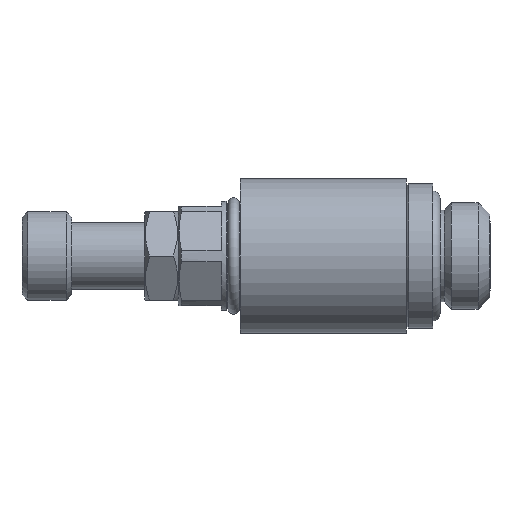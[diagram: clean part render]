
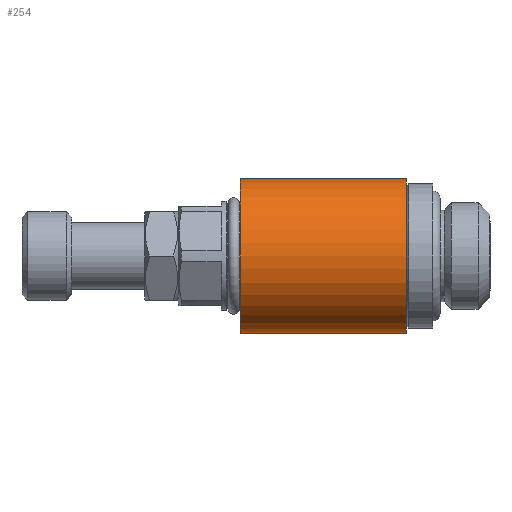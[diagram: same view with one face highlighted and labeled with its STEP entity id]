
A CAD part, left-side view. The second image highlights one B-rep face of the part: STEP entity #254.
In plain terms, the highlighted cylindrical face has radius 7 mm (diameter 14 mm), a full revolution.
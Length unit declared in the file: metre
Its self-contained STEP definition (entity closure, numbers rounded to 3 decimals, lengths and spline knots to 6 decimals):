
#254 = ADVANCED_FACE( 'NONE', ( #561, #562, #563 ), #564, .T. );
#561 = FACE_OUTER_BOUND( '', #929, .T. );
#562 = FACE_OUTER_BOUND( '', #930, .T. );
#563 = FACE_BOUND( '', #931, .T. );
#564 = CYLINDRICAL_SURFACE( '', #932, 0.007 );
#929 = EDGE_LOOP( '', ( #1717 ) );
#930 = EDGE_LOOP( '', ( #1718 ) );
#931 = EDGE_LOOP( '', ( #1719, #1720 ) );
#932 = AXIS2_PLACEMENT_3D( '', #1721, #1722, #1723 );
#1717 = ORIENTED_EDGE( '', *, *, #2287, .F. );
#1718 = ORIENTED_EDGE( '', *, *, #2289, .F. );
#1719 = ORIENTED_EDGE( '', *, *, #2303, .T. );
#1720 = ORIENTED_EDGE( '', *, *, #2304, .T. );
#1721 = CARTESIAN_POINT( '', ( 0., 0.030486, 0. ) );
#1722 = DIRECTION( '', ( 0., 1., 0. ) );
#1723 = DIRECTION( '', ( 0., 0., 1. ) );
#2287 = EDGE_CURVE( 'NONE', #2664, #2664, #2665, .T. );
#2289 = EDGE_CURVE( 'NONE', #2667, #2667, #2668, .T. );
#2303 = EDGE_CURVE( 'NONE', #2689, #2690, #2691, .T. );
#2304 = EDGE_CURVE( 'NONE', #2690, #2689, #2692, .T. );
#2664 = VERTEX_POINT( '', #3295 );
#2665 = CIRCLE( '', #3296, 0.007 );
#2667 = VERTEX_POINT( '', #3298 );
#2668 = CIRCLE( '', #3299, 0.007 );
#2689 = VERTEX_POINT( 'NONE', #3328 );
#2690 = VERTEX_POINT( 'NONE', #3329 );
#2691 = B_SPLINE_CURVE_WITH_KNOTS( '', 3, ( #3330, #3331, #3332, #3333, #3334, #3335, #3336, #3337, #3338, #3339, #3340, #3341, #3342, #3343, #3344, #3345, #3346, #3347, #3348, #3349, #3350, #3351, #3352, #3353, #3354, #3355, #3356 ), .UNSPECIFIED., .F., .F., ( 4, 1, 1, 1, 1, 1, 1, 1, 1, 1, 1, 1, 1, 1, 1, 1, 1, 1, 1, 1, 1, 1, 1, 1, 4 ), ( 0., 0.01275, 0.024649, 0.035718, 0.049045, 0.06251, 0.093262, 0.125, 0.186489, 0.249917, 0.31334, 0.374956, 0.43832, 0.499988, 0.56166, 0.625019, 0.686615, 0.75006, 0.813457, 0.874977, 0.906732, 0.937481, 0.95345, 0.968752, 1. ), .UNSPECIFIED. );
#2692 = B_SPLINE_CURVE_WITH_KNOTS( '', 3, ( #3357, #3358, #3359, #3360, #3361, #3362, #3363, #3364, #3365, #3366, #3367, #3368, #3369, #3370, #3371, #3372, #3373, #3374, #3375, #3376, #3377, #3378, #3379 ), .UNSPECIFIED., .F., .F., ( 4, 1, 1, 1, 1, 1, 1, 1, 1, 1, 1, 1, 1, 1, 1, 1, 1, 1, 1, 1, 4 ), ( 0., 0.015629, 0.031259, 0.062504, 0.124936, 0.18739, 0.249911, 0.312432, 0.374952, 0.437475, 0.499995, 0.562516, 0.625037, 0.687557, 0.750078, 0.812599, 0.875053, 0.937486, 0.96874, 0.984367, 1. ), .UNSPECIFIED. );
#3295 = CARTESIAN_POINT( '', ( 0., 0.0079, -0.007 ) );
#3296 = AXIS2_PLACEMENT_3D( '', #3901, #3902, #3903 );
#3298 = CARTESIAN_POINT( '', ( 0., 0.0229, 0.007 ) );
#3299 = AXIS2_PLACEMENT_3D( '', #3904, #3905, #3906 );
#3328 = CARTESIAN_POINT( '', ( 0.005217, 0.016897, 0.004667 ) );
#3329 = CARTESIAN_POINT( '', ( 0.005218, 0.016915, -0.004667 ) );
#3330 = CARTESIAN_POINT( '', ( 0.005217, 0.016897, 0.004667 ) );
#3331 = CARTESIAN_POINT( '', ( 0.005218, 0.016963, 0.004666 ) );
#3332 = CARTESIAN_POINT( '', ( 0.00522, 0.017092, 0.004663 ) );
#3333 = CARTESIAN_POINT( '', ( 0.005229, 0.017278, 0.004654 ) );
#3334 = CARTESIAN_POINT( '', ( 0.005243, 0.017466, 0.004638 ) );
#3335 = CARTESIAN_POINT( '', ( 0.005264, 0.017661, 0.004614 ) );
#3336 = CARTESIAN_POINT( '', ( 0.005306, 0.017955, 0.004566 ) );
#3337 = CARTESIAN_POINT( '', ( 0.005381, 0.018335, 0.004478 ) );
#3338 = CARTESIAN_POINT( '', ( 0.005541, 0.018932, 0.004281 ) );
#3339 = CARTESIAN_POINT( '', ( 0.005795, 0.019636, 0.003941 ) );
#3340 = CARTESIAN_POINT( '', ( 0.006139, 0.02038, 0.003389 ) );
#3341 = CARTESIAN_POINT( '', ( 0.006472, 0.021014, 0.002707 ) );
#3342 = CARTESIAN_POINT( '', ( 0.006758, 0.021505, 0.001896 ) );
#3343 = CARTESIAN_POINT( '', ( 0.006953, 0.021826, 0.000986 ) );
#3344 = CARTESIAN_POINT( '', ( 0.007023, 0.021936, 0.000009 ) );
#3345 = CARTESIAN_POINT( '', ( 0.006955, 0.02183, -0.000968 ) );
#3346 = CARTESIAN_POINT( '', ( 0.006763, 0.021513, -0.001879 ) );
#3347 = CARTESIAN_POINT( '', ( 0.006478, 0.021025, -0.002693 ) );
#3348 = CARTESIAN_POINT( '', ( 0.006145, 0.020393, -0.003378 ) );
#3349 = CARTESIAN_POINT( '', ( 0.005801, 0.019652, -0.003932 ) );
#3350 = CARTESIAN_POINT( '', ( 0.005546, 0.018948, -0.004274 ) );
#3351 = CARTESIAN_POINT( '', ( 0.005385, 0.018353, -0.004473 ) );
#3352 = CARTESIAN_POINT( '', ( 0.005307, 0.01796, -0.004565 ) );
#3353 = CARTESIAN_POINT( '', ( 0.005262, 0.017644, -0.004617 ) );
#3354 = CARTESIAN_POINT( '', ( 0.005227, 0.017321, -0.004656 ) );
#3355 = CARTESIAN_POINT( '', ( 0.005221, 0.017078, -0.004662 ) );
#3356 = CARTESIAN_POINT( '', ( 0.005218, 0.016915, -0.004667 ) );
#3357 = CARTESIAN_POINT( '', ( 0.005218, 0.016915, -0.004667 ) );
#3358 = CARTESIAN_POINT( '', ( 0.005218, 0.016833, -0.004666 ) );
#3359 = CARTESIAN_POINT( '', ( 0.00522, 0.01667, -0.004664 ) );
#3360 = CARTESIAN_POINT( '', ( 0.00524, 0.016344, -0.004642 ) );
#3361 = CARTESIAN_POINT( '', ( 0.005306, 0.015781, -0.004566 ) );
#3362 = CARTESIAN_POINT( '', ( 0.00549, 0.015008, -0.00435 ) );
#3363 = CARTESIAN_POINT( '', ( 0.005795, 0.014167, -0.003941 ) );
#3364 = CARTESIAN_POINT( '', ( 0.006136, 0.013423, -0.003393 ) );
#3365 = CARTESIAN_POINT( '', ( 0.00647, 0.012793, -0.002713 ) );
#3366 = CARTESIAN_POINT( '', ( 0.006755, 0.012299, -0.001907 ) );
#3367 = CARTESIAN_POINT( '', ( 0.006952, 0.011977, -0.000992 ) );
#3368 = CARTESIAN_POINT( '', ( 0.007023, 0.011863, -0.000009 ) );
#3369 = CARTESIAN_POINT( '', ( 0.006954, 0.011973, 0.000974 ) );
#3370 = CARTESIAN_POINT( '', ( 0.00676, 0.012291, 0.00189 ) );
#3371 = CARTESIAN_POINT( '', ( 0.006476, 0.012782, 0.002699 ) );
#3372 = CARTESIAN_POINT( '', ( 0.006143, 0.01341, 0.003381 ) );
#3373 = CARTESIAN_POINT( '', ( 0.005801, 0.014152, 0.003932 ) );
#3374 = CARTESIAN_POINT( '', ( 0.005494, 0.014992, 0.004344 ) );
#3375 = CARTESIAN_POINT( '', ( 0.00531, 0.015763, 0.004562 ) );
#3376 = CARTESIAN_POINT( '', ( 0.005241, 0.016326, 0.004641 ) );
#3377 = CARTESIAN_POINT( '', ( 0.005221, 0.016652, 0.004662 ) );
#3378 = CARTESIAN_POINT( '', ( 0.005219, 0.016815, 0.004665 ) );
#3379 = CARTESIAN_POINT( '', ( 0.005217, 0.016897, 0.004667 ) );
#3901 = CARTESIAN_POINT( '', ( 0., 0.0079, 0. ) );
#3902 = DIRECTION( '', ( 0., -1., 0. ) );
#3903 = DIRECTION( '', ( 0., 0., -1. ) );
#3904 = CARTESIAN_POINT( '', ( 0., 0.0229, 0. ) );
#3905 = DIRECTION( '', ( 0., 1., 0. ) );
#3906 = DIRECTION( '', ( 0., 0., 1. ) );
